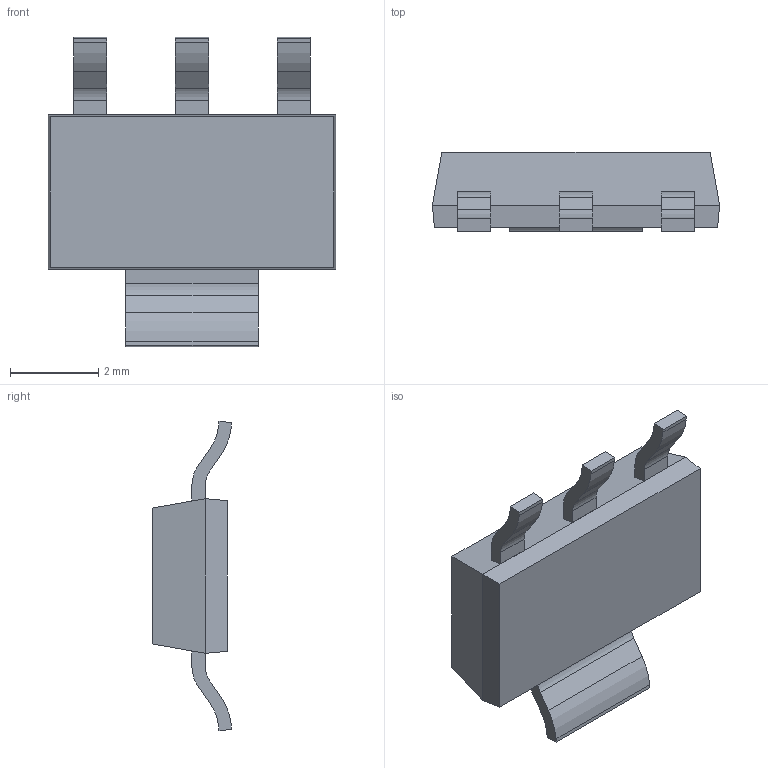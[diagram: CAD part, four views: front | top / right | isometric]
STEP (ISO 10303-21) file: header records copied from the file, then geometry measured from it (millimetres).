
FILE_DESCRIPTION (( 'STEP AP214' ), '1' );
FILE_NAME ('LM1117MP-3.3.STEP', '2019-07-28T10:22:41', ( '' ), ( '' ), 'SwSTEP 2.0', 'SolidWorks 2017', '' );
FILE_SCHEMA (( 'AUTOMOTIVE_DESIGN' ));
Length unit declared in the file: millimetre
Products named in the file (1): LM1117MP-3.3
Bounding box: 6.5 x 1.8 x 7 mm (x, y, z)
Volume: 38.9 mm3; surface area: 101.7 mm2
Topology: 5 solids, 5 shells, 66 faces, 164 edges, 108 vertices
Faces by surface type: plane 50, cylinder 16
Entity records: 2326 total; most frequent: CARTESIAN_POINT 339, DIRECTION 330, ORIENTED_EDGE 328, EDGE_CURVE 164, LINE 132, VECTOR 132, VERTEX_POINT 108, AXIS2_PLACEMENT_3D 99
